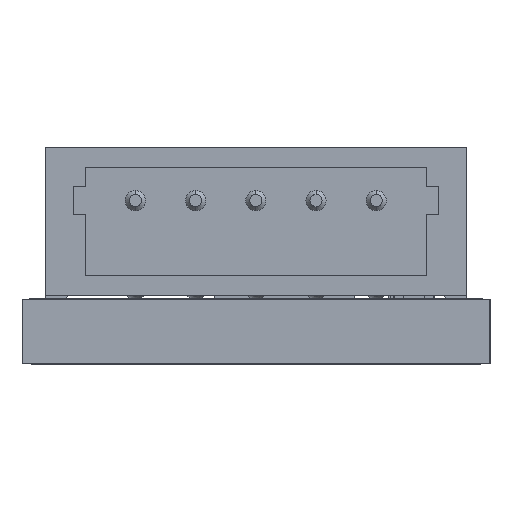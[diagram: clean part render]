
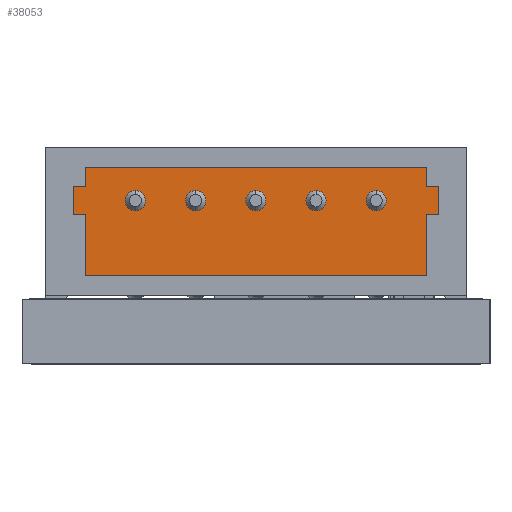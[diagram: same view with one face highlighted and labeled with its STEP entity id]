
A CAD part, left-side view. The second image highlights one B-rep face of the part: STEP entity #38053.
In plain terms, the highlighted face is planar.
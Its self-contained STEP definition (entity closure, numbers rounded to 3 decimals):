
#33757 = VERTEX_POINT('',#33758);
#33758 = CARTESIAN_POINT('',(-3.005,-0.473,
    2.72));
#33764 = EDGE_CURVE('',#33765,#33757,#33767,.T.);
#33765 = VERTEX_POINT('',#33766);
#33766 = CARTESIAN_POINT('',(-3.005,-0.473,
    2.22));
#33767 = CIRCLE('',#33768,0.25);
#33768 = AXIS2_PLACEMENT_3D('',#33769,#33770,#33771);
#33769 = CARTESIAN_POINT('',(-3.005,-0.473,
    2.47));
#33770 = DIRECTION('',(0.,1.,0.));
#33771 = DIRECTION('',(0.,0.,1.));
#33892 = VERTEX_POINT('',#33893);
#33893 = CARTESIAN_POINT('',(-1.505,-0.473,
    2.72));
#33899 = EDGE_CURVE('',#33900,#33892,#33902,.T.);
#33900 = VERTEX_POINT('',#33901);
#33901 = CARTESIAN_POINT('',(-1.505,-0.473,
    2.22));
#33902 = CIRCLE('',#33903,0.25);
#33903 = AXIS2_PLACEMENT_3D('',#33904,#33905,#33906);
#33904 = CARTESIAN_POINT('',(-1.505,-0.473,
    2.47));
#33905 = DIRECTION('',(0.,1.,0.));
#33906 = DIRECTION('',(0.,0.,1.));
#34027 = VERTEX_POINT('',#34028);
#34028 = CARTESIAN_POINT('',(2.995,-0.473,
    2.72));
#34034 = EDGE_CURVE('',#34035,#34027,#34037,.T.);
#34035 = VERTEX_POINT('',#34036);
#34036 = CARTESIAN_POINT('',(2.995,-0.473,
    2.22));
#34037 = CIRCLE('',#34038,0.25);
#34038 = AXIS2_PLACEMENT_3D('',#34039,#34040,#34041);
#34039 = CARTESIAN_POINT('',(2.995,-0.473,2.47
    ));
#34040 = DIRECTION('',(0.,1.,0.));
#34041 = DIRECTION('',(0.,0.,1.));
#34162 = VERTEX_POINT('',#34163);
#34163 = CARTESIAN_POINT('',(1.495,-0.473,
    2.72));
#34169 = EDGE_CURVE('',#34170,#34162,#34172,.T.);
#34170 = VERTEX_POINT('',#34171);
#34171 = CARTESIAN_POINT('',(1.495,-0.473,
    2.22));
#34172 = CIRCLE('',#34173,0.25);
#34173 = AXIS2_PLACEMENT_3D('',#34174,#34175,#34176);
#34174 = CARTESIAN_POINT('',(1.495,-0.473,2.47
    ));
#34175 = DIRECTION('',(0.,1.,0.));
#34176 = DIRECTION('',(0.,0.,1.));
#34381 = VERTEX_POINT('',#34382);
#34382 = CARTESIAN_POINT('',(-0.005,-0.473,
    2.72));
#34388 = EDGE_CURVE('',#34389,#34381,#34391,.T.);
#34389 = VERTEX_POINT('',#34390);
#34390 = CARTESIAN_POINT('',(-0.005,-0.473,
    2.22));
#34391 = CIRCLE('',#34392,0.25);
#34392 = AXIS2_PLACEMENT_3D('',#34393,#34394,#34395);
#34393 = CARTESIAN_POINT('',(-0.005,-0.473,
    2.47));
#34394 = DIRECTION('',(0.,1.,0.));
#34395 = DIRECTION('',(0.,0.,1.));
#37236 = EDGE_CURVE('',#37237,#37239,#37241,.T.);
#37237 = VERTEX_POINT('',#37238);
#37238 = CARTESIAN_POINT('',(-4.255,-0.473,
    2.12));
#37239 = VERTEX_POINT('',#37240);
#37240 = CARTESIAN_POINT('',(-4.255,-0.473,
    0.6));
#37241 = LINE('',#37242,#37243);
#37242 = CARTESIAN_POINT('',(-4.255,-0.473,
    3.3));
#37243 = VECTOR('',#37244,1.);
#37244 = DIRECTION('',(0.,0.,-1.));
#37276 = EDGE_CURVE('',#37277,#37279,#37281,.T.);
#37277 = VERTEX_POINT('',#37278);
#37278 = CARTESIAN_POINT('',(4.245,-0.473,
    2.82));
#37279 = VERTEX_POINT('',#37280);
#37280 = CARTESIAN_POINT('',(4.245,-0.473,
    3.3));
#37281 = LINE('',#37282,#37283);
#37282 = CARTESIAN_POINT('',(4.245,-0.473,
    3.3));
#37283 = VECTOR('',#37284,1.);
#37284 = DIRECTION('',(0.,0.,1.));
#37951 = VERTEX_POINT('',#37952);
#37952 = CARTESIAN_POINT('',(-4.255,-0.473,
    3.3));
#37958 = EDGE_CURVE('',#37279,#37951,#37959,.T.);
#37959 = LINE('',#37960,#37961);
#37960 = CARTESIAN_POINT('',(-4.255,-0.473,
    3.3));
#37961 = VECTOR('',#37962,1.);
#37962 = DIRECTION('',(-1.,0.,0.));
#37987 = VERTEX_POINT('',#37988);
#37988 = CARTESIAN_POINT('',(-4.255,-0.473,
    2.82));
#37994 = EDGE_CURVE('',#37951,#37987,#37995,.T.);
#37995 = LINE('',#37996,#37997);
#37996 = CARTESIAN_POINT('',(-4.255,-0.473,
    3.3));
#37997 = VECTOR('',#37998,1.);
#37998 = DIRECTION('',(0.,0.,-1.));
#38011 = VERTEX_POINT('',#38012);
#38012 = CARTESIAN_POINT('',(4.245,-0.473,
    2.12));
#38018 = EDGE_CURVE('',#38019,#38011,#38021,.T.);
#38019 = VERTEX_POINT('',#38020);
#38020 = CARTESIAN_POINT('',(4.245,-0.473,
    0.6));
#38021 = LINE('',#38022,#38023);
#38022 = CARTESIAN_POINT('',(4.245,-0.473,
    3.3));
#38023 = VECTOR('',#38024,1.);
#38024 = DIRECTION('',(0.,0.,1.));
#38042 = EDGE_CURVE('',#37239,#38019,#38043,.T.);
#38043 = LINE('',#38044,#38045);
#38044 = CARTESIAN_POINT('',(-4.255,-0.473,
    0.6));
#38045 = VECTOR('',#38046,1.);
#38046 = DIRECTION('',(1.,0.,0.));
#38053 = ADVANCED_FACE('',(#38054,#38064,#38074,#38084,#38094,#38104),
  #38156,.T.);
#38054 = FACE_BOUND('',#38055,.T.);
#38055 = EDGE_LOOP('',(#38056,#38057));
#38056 = ORIENTED_EDGE('',*,*,#33764,.T.);
#38057 = ORIENTED_EDGE('',*,*,#38058,.T.);
#38058 = EDGE_CURVE('',#33757,#33765,#38059,.T.);
#38059 = CIRCLE('',#38060,0.25);
#38060 = AXIS2_PLACEMENT_3D('',#38061,#38062,#38063);
#38061 = CARTESIAN_POINT('',(-3.005,-0.473,
    2.47));
#38062 = DIRECTION('',(0.,1.,0.));
#38063 = DIRECTION('',(0.,0.,1.));
#38064 = FACE_BOUND('',#38065,.T.);
#38065 = EDGE_LOOP('',(#38066,#38067));
#38066 = ORIENTED_EDGE('',*,*,#33899,.T.);
#38067 = ORIENTED_EDGE('',*,*,#38068,.T.);
#38068 = EDGE_CURVE('',#33892,#33900,#38069,.T.);
#38069 = CIRCLE('',#38070,0.25);
#38070 = AXIS2_PLACEMENT_3D('',#38071,#38072,#38073);
#38071 = CARTESIAN_POINT('',(-1.505,-0.473,
    2.47));
#38072 = DIRECTION('',(0.,1.,0.));
#38073 = DIRECTION('',(0.,0.,1.));
#38074 = FACE_BOUND('',#38075,.T.);
#38075 = EDGE_LOOP('',(#38076,#38077));
#38076 = ORIENTED_EDGE('',*,*,#34034,.T.);
#38077 = ORIENTED_EDGE('',*,*,#38078,.T.);
#38078 = EDGE_CURVE('',#34027,#34035,#38079,.T.);
#38079 = CIRCLE('',#38080,0.25);
#38080 = AXIS2_PLACEMENT_3D('',#38081,#38082,#38083);
#38081 = CARTESIAN_POINT('',(2.995,-0.473,2.47
    ));
#38082 = DIRECTION('',(0.,1.,0.));
#38083 = DIRECTION('',(0.,0.,1.));
#38084 = FACE_BOUND('',#38085,.T.);
#38085 = EDGE_LOOP('',(#38086,#38087));
#38086 = ORIENTED_EDGE('',*,*,#34169,.T.);
#38087 = ORIENTED_EDGE('',*,*,#38088,.T.);
#38088 = EDGE_CURVE('',#34162,#34170,#38089,.T.);
#38089 = CIRCLE('',#38090,0.25);
#38090 = AXIS2_PLACEMENT_3D('',#38091,#38092,#38093);
#38091 = CARTESIAN_POINT('',(1.495,-0.473,2.47
    ));
#38092 = DIRECTION('',(0.,1.,0.));
#38093 = DIRECTION('',(0.,0.,1.));
#38094 = FACE_BOUND('',#38095,.T.);
#38095 = EDGE_LOOP('',(#38096,#38097));
#38096 = ORIENTED_EDGE('',*,*,#34388,.T.);
#38097 = ORIENTED_EDGE('',*,*,#38098,.T.);
#38098 = EDGE_CURVE('',#34381,#34389,#38099,.T.);
#38099 = CIRCLE('',#38100,0.25);
#38100 = AXIS2_PLACEMENT_3D('',#38101,#38102,#38103);
#38101 = CARTESIAN_POINT('',(-0.005,-0.473,
    2.47));
#38102 = DIRECTION('',(0.,1.,0.));
#38103 = DIRECTION('',(0.,0.,1.));
#38104 = FACE_BOUND('',#38105,.T.);
#38105 = EDGE_LOOP('',(#38106,#38107,#38115,#38123,#38129,#38130,#38131,
    #38132,#38140,#38148,#38154,#38155));
#38106 = ORIENTED_EDGE('',*,*,#37994,.T.);
#38107 = ORIENTED_EDGE('',*,*,#38108,.F.);
#38108 = EDGE_CURVE('',#38109,#37987,#38111,.T.);
#38109 = VERTEX_POINT('',#38110);
#38110 = CARTESIAN_POINT('',(-4.555,-0.473,
    2.82));
#38111 = LINE('',#38112,#38113);
#38112 = CARTESIAN_POINT('',(-4.255,-0.473,
    2.82));
#38113 = VECTOR('',#38114,1.);
#38114 = DIRECTION('',(1.,0.,0.));
#38115 = ORIENTED_EDGE('',*,*,#38116,.F.);
#38116 = EDGE_CURVE('',#38117,#38109,#38119,.T.);
#38117 = VERTEX_POINT('',#38118);
#38118 = CARTESIAN_POINT('',(-4.555,-0.473,
    2.12));
#38119 = LINE('',#38120,#38121);
#38120 = CARTESIAN_POINT('',(-4.555,-0.473,
    2.82));
#38121 = VECTOR('',#38122,1.);
#38122 = DIRECTION('',(0.,0.,1.));
#38123 = ORIENTED_EDGE('',*,*,#38124,.F.);
#38124 = EDGE_CURVE('',#37237,#38117,#38125,.T.);
#38125 = LINE('',#38126,#38127);
#38126 = CARTESIAN_POINT('',(-4.255,-0.473,
    2.12));
#38127 = VECTOR('',#38128,1.);
#38128 = DIRECTION('',(-1.,0.,0.));
#38129 = ORIENTED_EDGE('',*,*,#37236,.T.);
#38130 = ORIENTED_EDGE('',*,*,#38042,.T.);
#38131 = ORIENTED_EDGE('',*,*,#38018,.T.);
#38132 = ORIENTED_EDGE('',*,*,#38133,.F.);
#38133 = EDGE_CURVE('',#38134,#38011,#38136,.T.);
#38134 = VERTEX_POINT('',#38135);
#38135 = CARTESIAN_POINT('',(4.545,-0.473,
    2.12));
#38136 = LINE('',#38137,#38138);
#38137 = CARTESIAN_POINT('',(4.245,-0.473,
    2.12));
#38138 = VECTOR('',#38139,1.);
#38139 = DIRECTION('',(-1.,0.,0.));
#38140 = ORIENTED_EDGE('',*,*,#38141,.F.);
#38141 = EDGE_CURVE('',#38142,#38134,#38144,.T.);
#38142 = VERTEX_POINT('',#38143);
#38143 = CARTESIAN_POINT('',(4.545,-0.473,
    2.82));
#38144 = LINE('',#38145,#38146);
#38145 = CARTESIAN_POINT('',(4.545,-0.473,
    2.82));
#38146 = VECTOR('',#38147,1.);
#38147 = DIRECTION('',(0.,0.,-1.));
#38148 = ORIENTED_EDGE('',*,*,#38149,.F.);
#38149 = EDGE_CURVE('',#37277,#38142,#38150,.T.);
#38150 = LINE('',#38151,#38152);
#38151 = CARTESIAN_POINT('',(4.245,-0.473,
    2.82));
#38152 = VECTOR('',#38153,1.);
#38153 = DIRECTION('',(1.,0.,0.));
#38154 = ORIENTED_EDGE('',*,*,#37276,.T.);
#38155 = ORIENTED_EDGE('',*,*,#37958,.T.);
#38156 = PLANE('',#38157);
#38157 = AXIS2_PLACEMENT_3D('',#38158,#38159,#38160);
#38158 = CARTESIAN_POINT('',(-0.005,-0.473,
    0.1));
#38159 = DIRECTION('',(0.,-1.,0.));
#38160 = DIRECTION('',(0.,0.,1.));
